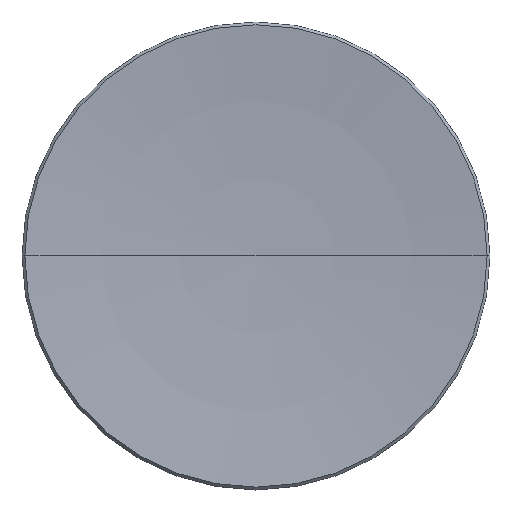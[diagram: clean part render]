
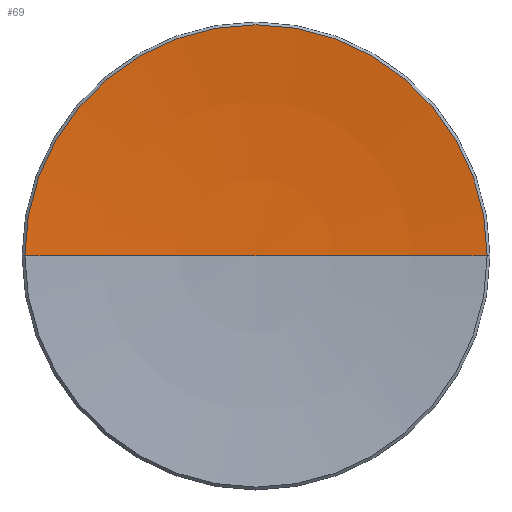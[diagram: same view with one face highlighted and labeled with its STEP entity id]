
A CAD part, top view. The second image highlights one B-rep face of the part: STEP entity #69.
In plain terms, the highlighted toroidal (fillet/blend) face has major radius 0.029 mm and minor radius 129.24 mm.
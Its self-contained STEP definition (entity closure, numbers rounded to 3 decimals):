
#4 = DIRECTION ( 'NONE',  ( 1., 0., 0. ) ) ;
#8 = AXIS2_PLACEMENT_3D ( 'NONE', #202, #140, #247 ) ;
#11 = CARTESIAN_POINT ( 'NONE',  ( 0., 0., 2.5 ) ) ;
#15 = FACE_OUTER_BOUND ( 'NONE', #180, .T. ) ;
#25 = AXIS2_PLACEMENT_3D ( 'NONE', #94, #134, #198 ) ;
#27 = EDGE_CURVE ( 'NONE', #33, #106, #215, .T. ) ;
#32 = DIRECTION ( 'NONE',  ( 0., -1., 0. ) ) ;
#33 = VERTEX_POINT ( 'NONE', #11 ) ;
#49 = EDGE_CURVE ( 'NONE', #106, #146, #115, .T. ) ;
#53 = CARTESIAN_POINT ( 'NONE',  ( 0., 0., 3.349 ) ) ;
#67 = ORIENTED_EDGE ( 'NONE', *, *, #49, .T. ) ;
#69 = ADVANCED_FACE ( 'NONE', ( #15 ), #112, .F. ) ;
#72 = AXIS2_PLACEMENT_3D ( 'NONE', #53, #124, #4 ) ;
#81 = AXIS2_PLACEMENT_3D ( 'NONE', #103, #32, #193 ) ;
#94 = CARTESIAN_POINT ( 'NONE',  ( 0., 0., 131.74 ) ) ;
#103 = CARTESIAN_POINT ( 'NONE',  ( 0.029, 0., 131.74 ) ) ;
#106 = VERTEX_POINT ( 'NONE', #264 ) ;
#110 = ORIENTED_EDGE ( 'NONE', *, *, #203, .F. ) ;
#112 = TOROIDAL_SURFACE ( 'NONE', #25, 0.029, 129.24 ) ;
#115 = CIRCLE ( 'NONE', #72, 14.821 ) ;
#124 = DIRECTION ( 'NONE',  ( 0., 0., 1. ) ) ;
#134 = DIRECTION ( 'NONE',  ( 0., 0., 1. ) ) ;
#140 = DIRECTION ( 'NONE',  ( 0., 1., 0. ) ) ;
#146 = VERTEX_POINT ( 'NONE', #149 ) ;
#148 = CIRCLE ( 'NONE', #8, 129.24 ) ;
#149 = CARTESIAN_POINT ( 'NONE',  ( -14.821, 0., 3.349 ) ) ;
#180 = EDGE_LOOP ( 'NONE', ( #110, #189, #67 ) ) ;
#189 = ORIENTED_EDGE ( 'NONE', *, *, #27, .T. ) ;
#193 = DIRECTION ( 'NONE',  ( 0., 0., -1. ) ) ;
#198 = DIRECTION ( 'NONE',  ( 1., 0., 0. ) ) ;
#202 = CARTESIAN_POINT ( 'NONE',  ( -0.029, 0., 131.74 ) ) ;
#203 = EDGE_CURVE ( 'NONE', #33, #146, #148, .T. ) ;
#215 = CIRCLE ( 'NONE', #81, 129.24 ) ;
#247 = DIRECTION ( 'NONE',  ( -1., 0., 0. ) ) ;
#264 = CARTESIAN_POINT ( 'NONE',  ( 14.821, 0., 3.349 ) ) ;
